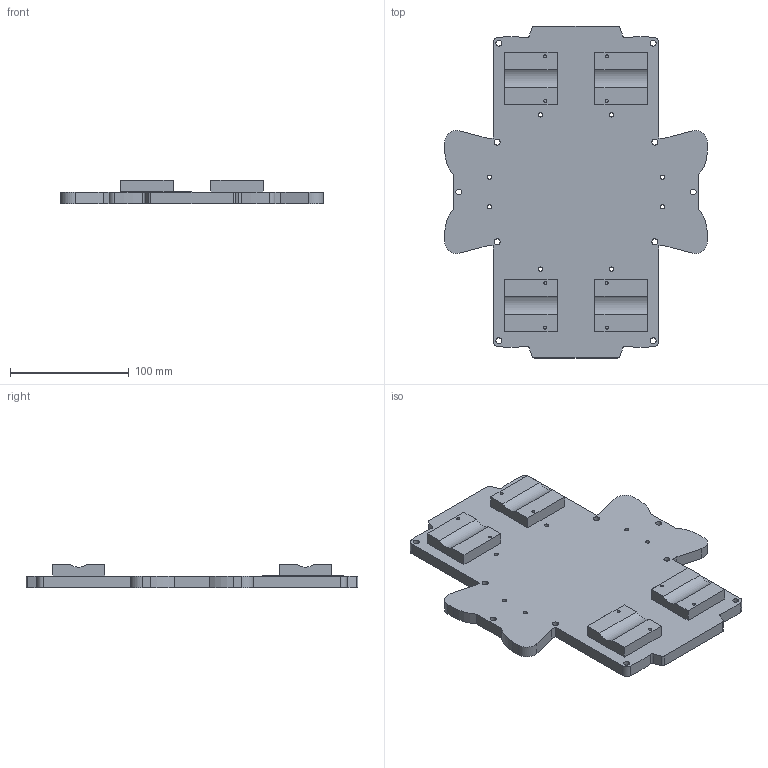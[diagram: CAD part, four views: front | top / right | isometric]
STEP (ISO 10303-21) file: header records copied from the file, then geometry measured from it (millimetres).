
FILE_DESCRIPTION(/* description */ (''),/* implementation_level */ '2;1');
FILE_NAME(/* name */ 'Youbot_base_corregida v1.step',/* time_stamp */ '2025-11-06T18:29:09-06:00',/* author */ (''),/* organization */ (''),/* preprocessor_version */ 'ST-DEVELOPER v20.1',/* originating_system */ 'Autodesk Translation Framework v14.17.0.0',/* authorisation */ '');
FILE_SCHEMA (('AUTOMOTIVE_DESIGN { 1 0 10303 214 3 1 1 }'));
Length unit declared in the file: millimetre
Products named in the file (1): Youbot_base_corregida
Bounding box: 221.48 x 280 x 20 mm (x, y, z)
Volume: 523159.3 mm3; surface area: 110093.9 mm2
Topology: 1 solids, 1 shells, 112 faces, 294 edges, 196 vertices
Faces by surface type: plane 58, cylinder 54
Full cylindrical faces by diameter (mm): 2.44 x6, 2.5 x2, 3.54 x8, 5.04 x10
Entity records: 3591 total; most frequent: DIRECTION 628, CARTESIAN_POINT 603, ORIENTED_EDGE 588, EDGE_CURVE 294, AXIS2_PLACEMENT_3D 221, VERTEX_POINT 196, LINE 186, VECTOR 186
